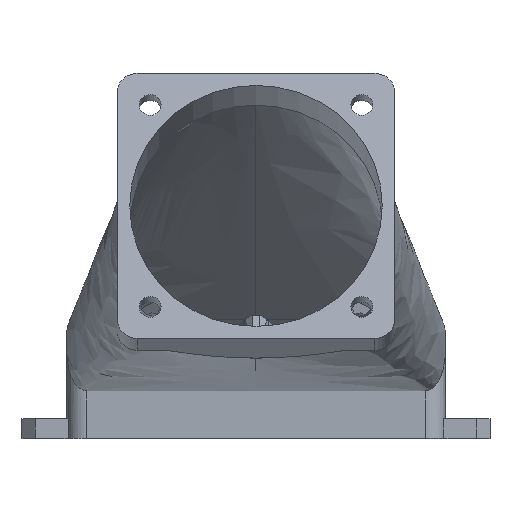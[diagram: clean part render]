
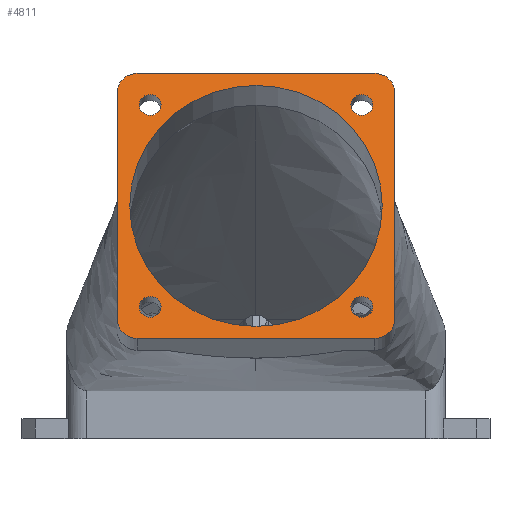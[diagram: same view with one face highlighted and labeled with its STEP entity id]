
A CAD part, top view. The second image highlights one B-rep face of the part: STEP entity #4811.
In plain terms, the highlighted planar face has unit normal (0, 0.297, 0.955).
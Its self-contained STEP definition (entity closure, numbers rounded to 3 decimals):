
#4116=CARTESIAN_POINT('',(16.,17.699,107.68));
#4117=VERTEX_POINT('',#4116);
#4126=CARTESIAN_POINT('',(16.,19.275,107.19));
#4127=DIRECTION('',(0.,0.297,0.955));
#4128=DIRECTION('',(-0.,-0.955,0.297));
#4129=AXIS2_PLACEMENT_3D('',#4126,#4127,#4128);
#4130=CIRCLE('',#4129,1.65);
#4131=EDGE_CURVE('',#4117,#4117,#4130,.T.);
#4149=CARTESIAN_POINT('',(16.,48.257,98.181));
#4150=VERTEX_POINT('',#4149);
#4159=CARTESIAN_POINT('',(16.,49.832,97.692));
#4160=DIRECTION('',(0.,0.297,0.955));
#4161=DIRECTION('',(-0.,-0.955,0.297));
#4162=AXIS2_PLACEMENT_3D('',#4159,#4160,#4161);
#4163=CIRCLE('',#4162,1.65);
#4164=EDGE_CURVE('',#4150,#4150,#4163,.T.);
#4250=CARTESIAN_POINT('',(-18.,54.607,96.207));
#4251=VERTEX_POINT('',#4250);
#4258=CARTESIAN_POINT('',(18.,54.607,96.207));
#4259=VERTEX_POINT('',#4258);
#4260=CARTESIAN_POINT('',(-18.,54.607,96.207));
#4261=DIRECTION('',(1.,0.,0.));
#4262=VECTOR('',#4261,36.);
#4263=LINE('',#4260,#4262);
#4264=EDGE_CURVE('',#4251,#4259,#4263,.T.);
#4310=CARTESIAN_POINT('',(21.,51.742,97.098));
#4311=VERTEX_POINT('',#4310);
#4318=CARTESIAN_POINT('',(21.,17.365,107.784));
#4319=VERTEX_POINT('',#4318);
#4320=CARTESIAN_POINT('',(21.,51.742,97.098));
#4321=DIRECTION('',(0.,-0.955,0.297));
#4322=VECTOR('',#4321,36.);
#4323=LINE('',#4320,#4322);
#4324=EDGE_CURVE('',#4311,#4319,#4323,.T.);
#4396=CARTESIAN_POINT('',(18.,51.742,97.098));
#4397=DIRECTION('',(0.,-0.297,-0.955));
#4398=DIRECTION('',(-0.,-0.955,0.297));
#4399=AXIS2_PLACEMENT_3D('',#4396,#4397,#4398);
#4400=CIRCLE('',#4399,3.);
#4401=EDGE_CURVE('',#4259,#4311,#4400,.T.);
#4414=CARTESIAN_POINT('',(18.,14.5,108.674));
#4415=VERTEX_POINT('',#4414);
#4422=CARTESIAN_POINT('',(-18.,14.5,108.674));
#4423=VERTEX_POINT('',#4422);
#4424=CARTESIAN_POINT('',(-18.,14.5,108.674));
#4425=DIRECTION('',(1.,-0.,0.));
#4426=VECTOR('',#4425,36.);
#4427=LINE('',#4424,#4426);
#4428=EDGE_CURVE('',#4423,#4415,#4427,.T.);
#4509=CARTESIAN_POINT('',(18.,17.365,107.784));
#4510=DIRECTION('',(0.,-0.297,-0.955));
#4511=DIRECTION('',(-0.,-0.955,0.297));
#4512=AXIS2_PLACEMENT_3D('',#4509,#4510,#4511);
#4513=CIRCLE('',#4512,3.);
#4514=EDGE_CURVE('',#4319,#4415,#4513,.T.);
#4724=CARTESIAN_POINT('',(0.,16.314,108.111));
#4725=VERTEX_POINT('',#4724);
#4732=CARTESIAN_POINT('',(0.,34.553,102.441));
#4733=DIRECTION('',(0.,-0.297,-0.955));
#4734=DIRECTION('',(-0.,-0.955,0.297));
#4735=AXIS2_PLACEMENT_3D('',#4732,#4733,#4734);
#4736=CIRCLE('',#4735,19.1);
#4737=EDGE_CURVE('',#4725,#4725,#4736,.T.);
#4744=CARTESIAN_POINT('',(0.,34.553,102.441));
#4745=DIRECTION('',(0.,-0.297,-0.955));
#4746=DIRECTION('',(-1.,0.,0.));
#4747=AXIS2_PLACEMENT_3D('',#4744,#4745,#4746);
#4748=PLANE('',#4747);
#4749=ORIENTED_EDGE('',*,*,#4428,.T.);
#4750=ORIENTED_EDGE('',*,*,#4514,.F.);
#4751=ORIENTED_EDGE('',*,*,#4324,.F.);
#4752=ORIENTED_EDGE('',*,*,#4401,.F.);
#4753=ORIENTED_EDGE('',*,*,#4264,.F.);
#4754=CARTESIAN_POINT('',(-21.,51.742,97.098));
#4755=VERTEX_POINT('',#4754);
#4756=CARTESIAN_POINT('',(-18.,51.742,97.098));
#4757=DIRECTION('',(0.,0.297,0.955));
#4758=DIRECTION('',(-0.,-0.955,0.297));
#4759=AXIS2_PLACEMENT_3D('',#4756,#4757,#4758);
#4760=CIRCLE('',#4759,3.);
#4761=EDGE_CURVE('',#4251,#4755,#4760,.T.);
#4762=ORIENTED_EDGE('',*,*,#4761,.T.);
#4763=CARTESIAN_POINT('',(-21.,17.365,107.784));
#4764=VERTEX_POINT('',#4763);
#4765=CARTESIAN_POINT('',(-21.,51.742,97.098));
#4766=DIRECTION('',(0.,-0.955,0.297));
#4767=VECTOR('',#4766,36.);
#4768=LINE('',#4765,#4767);
#4769=EDGE_CURVE('',#4755,#4764,#4768,.T.);
#4770=ORIENTED_EDGE('',*,*,#4769,.T.);
#4771=CARTESIAN_POINT('',(-18.,17.365,107.784));
#4772=DIRECTION('',(0.,0.297,0.955));
#4773=DIRECTION('',(-0.,-0.955,0.297));
#4774=AXIS2_PLACEMENT_3D('',#4771,#4772,#4773);
#4775=CIRCLE('',#4774,3.);
#4776=EDGE_CURVE('',#4764,#4423,#4775,.T.);
#4777=ORIENTED_EDGE('',*,*,#4776,.T.);
#4778=EDGE_LOOP('',(#4749,#4750,#4751,#4752,#4753,#4762,#4770,#4777));
#4779=FACE_BOUND('',#4778,.T.);
#4780=ORIENTED_EDGE('',*,*,#4131,.F.);
#4781=EDGE_LOOP('',(#4780));
#4782=FACE_BOUND('',#4781,.T.);
#4783=CARTESIAN_POINT('',(-16.,48.257,98.181));
#4784=VERTEX_POINT('',#4783);
#4785=CARTESIAN_POINT('',(-16.,49.832,97.692));
#4786=DIRECTION('',(0.,-0.297,-0.955));
#4787=DIRECTION('',(-0.,-0.955,0.297));
#4788=AXIS2_PLACEMENT_3D('',#4785,#4786,#4787);
#4789=CIRCLE('',#4788,1.65);
#4790=EDGE_CURVE('',#4784,#4784,#4789,.T.);
#4791=ORIENTED_EDGE('',*,*,#4790,.T.);
#4792=EDGE_LOOP('',(#4791));
#4793=FACE_BOUND('',#4792,.T.);
#4794=CARTESIAN_POINT('',(-16.,17.699,107.68));
#4795=VERTEX_POINT('',#4794);
#4796=CARTESIAN_POINT('',(-16.,19.275,107.19));
#4797=DIRECTION('',(0.,-0.297,-0.955));
#4798=DIRECTION('',(-0.,-0.955,0.297));
#4799=AXIS2_PLACEMENT_3D('',#4796,#4797,#4798);
#4800=CIRCLE('',#4799,1.65);
#4801=EDGE_CURVE('',#4795,#4795,#4800,.T.);
#4802=ORIENTED_EDGE('',*,*,#4801,.T.);
#4803=EDGE_LOOP('',(#4802));
#4804=FACE_BOUND('',#4803,.T.);
#4805=ORIENTED_EDGE('',*,*,#4737,.T.);
#4806=EDGE_LOOP('',(#4805));
#4807=FACE_BOUND('',#4806,.T.);
#4808=ORIENTED_EDGE('',*,*,#4164,.F.);
#4809=EDGE_LOOP('',(#4808));
#4810=FACE_BOUND('',#4809,.T.);
#4811=ADVANCED_FACE('',(#4779,#4782,#4793,#4804,#4807,#4810),#4748,.F.);
